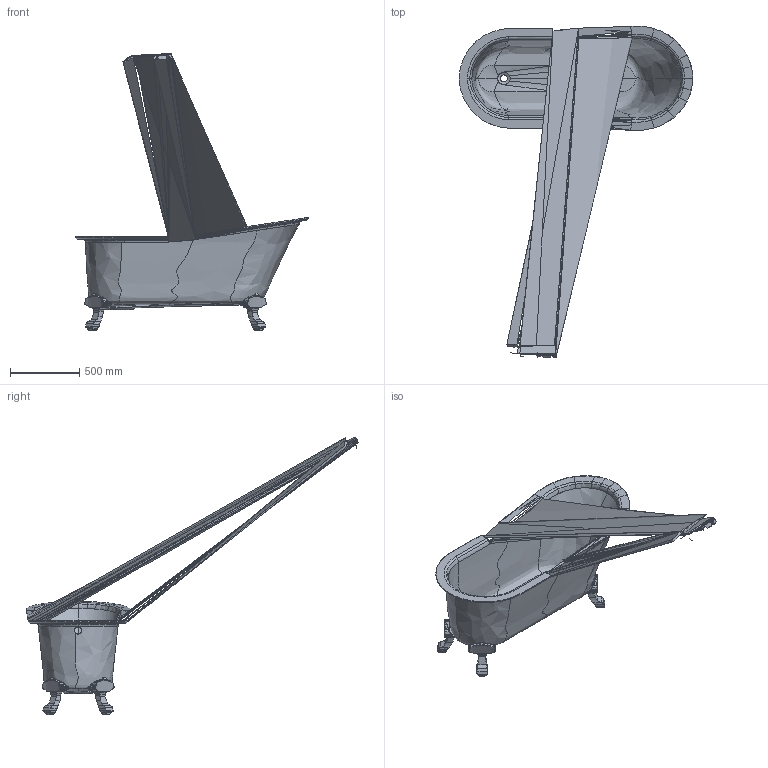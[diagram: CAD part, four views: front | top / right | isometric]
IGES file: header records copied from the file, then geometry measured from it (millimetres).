
Global section: file name: N11BCSROM-1690; native system: AutoCAD 2016 - English; preprocessor: Autodesk Translation Framework DWG producer (atf_dwg_producer); organization: unknown; date: 20170222.160459; units: millimetre
Bounding box: 1684 x 2392.75 x 1997.46 mm (x, y, z)
Volume: 48720521.9 mm3; surface area: 5472261.1 mm2
Topology: 10 solids, 10 shells, 647 faces, 1766 edges, 1129 vertices
Faces by surface type: bspline 647
